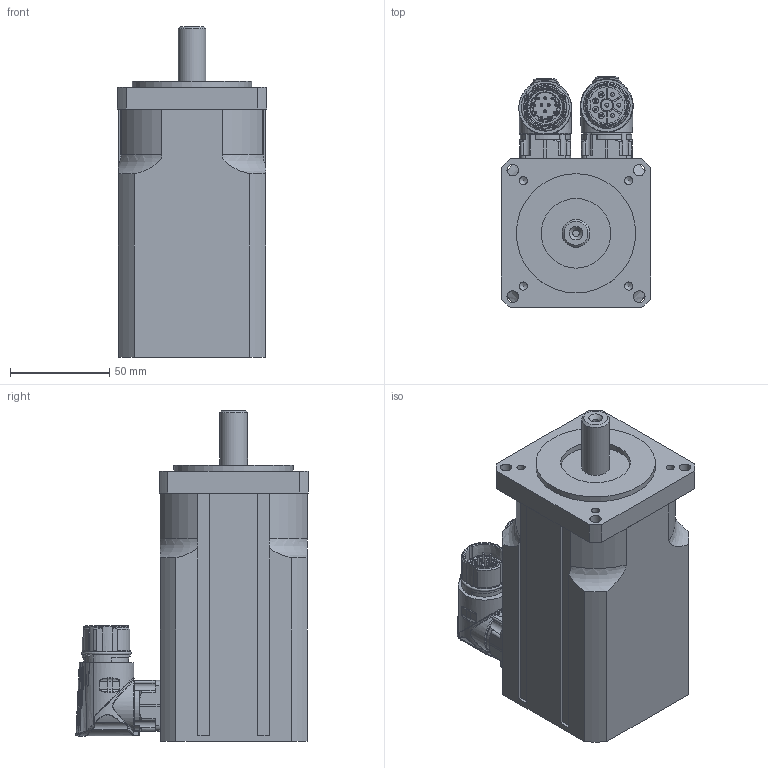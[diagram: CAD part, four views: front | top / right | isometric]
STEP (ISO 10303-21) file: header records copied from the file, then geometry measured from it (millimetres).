
FILE_DESCRIPTION(/* description */ (''),/* implementation_level */ '2;1');
FILE_NAME(/* name */ 'N3111 01 Z_0350_S4_S1.stp',/* time_stamp */ '2013-10-18T09:05:56+02:00',/* author */ ('oslejsek'),/* organization */ (''),/* preprocessor_version */ 'ST-DEVELOPER v15.2',/* originating_system */ 'Autodesk Inventor 2014',/* authorisation */ '');
FILE_SCHEMA (('AUTOMOTIVE_DESIGN { 1 0 10303 214 3 1 1 }'));
Length unit declared in the file: millimetre
Products named in the file (8): N3111 01_0350; Basis 2; Basis 11; BED_0201_8-polig, Stift; 124888; 127323; AED_0201_12-polig, Stift; N3111 01 Z_0350_S4_S1
Bounding box: 75 x 116.85 x 166.5 mm (x, y, z)
Volume: 781324.9 mm3; surface area: 74353.3 mm2
Topology: 5 solids, 5 shells, 1085 faces, 2763 edges, 1744 vertices
Faces by surface type: cylinder 385, plane 297, bspline 256, cone 76, torus 49, sphere 22
Full cylindrical faces by diameter (mm): 1 x16, 1.18 x12, 1.2 x12, 1.3 x4, 2 x4, 2.7 x4, 3 x5, 3.1 x4, 3.2 x1, 3.242 x1, 4.134 x4, 4.5 x2, 5.5 x2, 5.8 x5, 5.9 x2, 6.8 x1, 14 x1, 15.2 x1, 17.4 x1, 17.955 x1, 19.8 x2, 19.9 x1, 20 x3, 20.8 x1, 21.15 x4, 21.6 x1, 21.8 x2, 35 x1, 60 x1
Entity records: 41524 total; most frequent: CARTESIAN_POINT 16090, ORIENTED_EDGE 5076, DIRECTION 4802, EDGE_CURVE 2538, AXIS2_PLACEMENT_3D 1979, VERTEX_POINT 1692, EDGE_LOOP 1338, ADVANCED_FACE 1085
